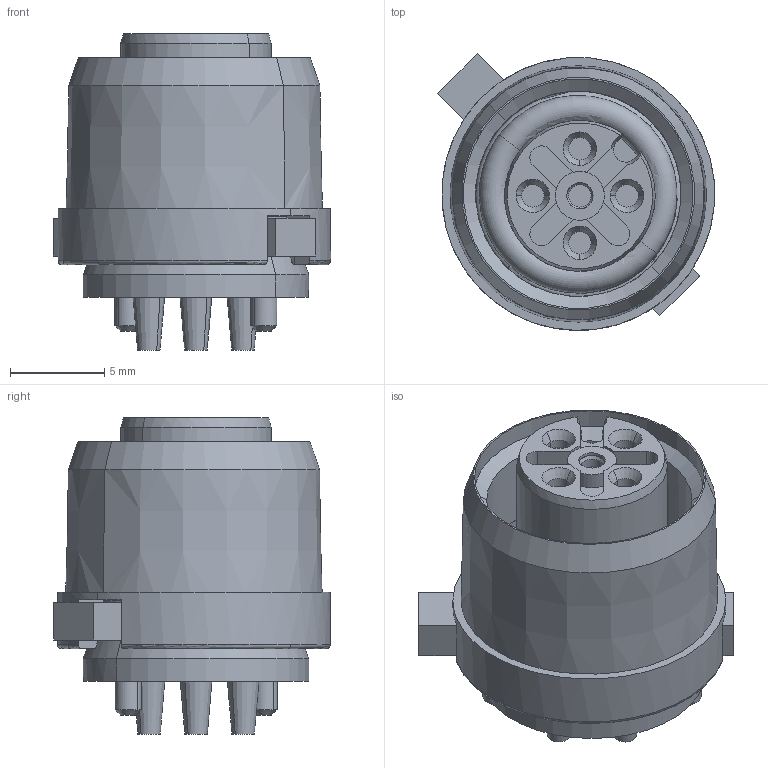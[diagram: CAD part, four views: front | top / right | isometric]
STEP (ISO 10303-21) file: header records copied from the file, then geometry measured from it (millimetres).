
FILE_DESCRIPTION(('CATIA V5 STEP Exchange','CAx-IF Rec.Pracs.--- Model Styling and Organization---1.4--- 2014-01-23'),'2;1');
FILE_NAME ('011210-2_0_1312970000_1312970000.stp','2020-11-20T10:59:19+00:00',('none'),('Weidmueller'),'CATIA Version 5-6 Release 2016 SP3 HF44','CATIA V5 STEP AP214','none');
FILE_SCHEMA(('AUTOMOTIVE_DESIGN { 1 0 10303 214 1 1 1 1 }'));
Length unit declared in the file: millimetre
Products named in the file (1): 1312970000
Bounding box: 14.72 x 14.7 x 16.8 mm (x, y, z)
Volume: 1500.9 mm3; surface area: 2648.7 mm2
Topology: 7 solids, 7 shells, 351 faces, 961 edges, 646 vertices
Faces by surface type: plane 131, cylinder 67, cone 55, bspline 41, torus 33, extrusion 24
Entity records: 12558 total; most frequent: CARTESIAN_POINT 4639, ORIENTED_EDGE 1922, DIRECTION 1091, EDGE_CURVE 961, VERTEX_POINT 646, AXIS2_PLACEMENT_3D 462, VECTOR 393, B_SPLINE_CURVE_WITH_KNOTS 392
